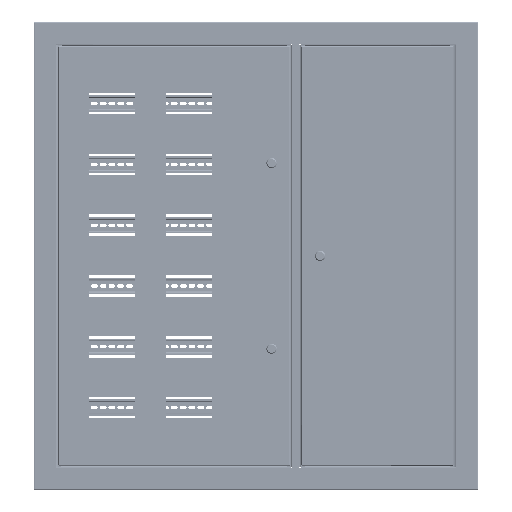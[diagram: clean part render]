
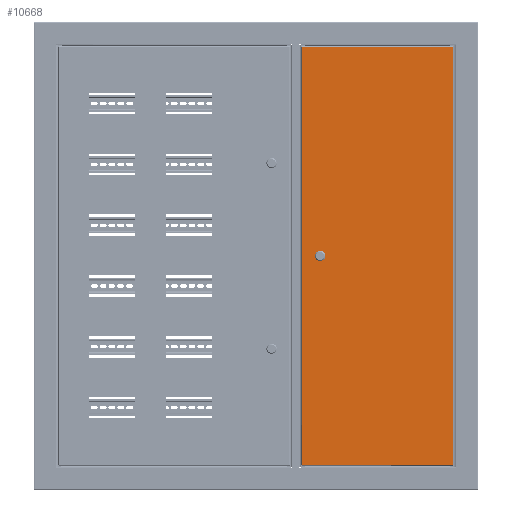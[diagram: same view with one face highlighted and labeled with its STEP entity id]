
A CAD part, top view. The second image highlights one B-rep face of the part: STEP entity #10668.
In plain terms, the highlighted planar face has unit normal (0, 0, 1).
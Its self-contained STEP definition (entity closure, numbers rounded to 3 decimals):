
#2167 = VERTEX_POINT ( 'NONE', #50814 ) ;
#2884 = EDGE_CURVE ( 'NONE', #84574, #38420, #18752, .T. ) ;
#3289 = ORIENTED_EDGE ( 'NONE', *, *, #93484, .T. ) ;
#3427 = ORIENTED_EDGE ( 'NONE', *, *, #60283, .T. ) ;
#3951 = ORIENTED_EDGE ( 'NONE', *, *, #57586, .F. ) ;
#6363 = EDGE_LOOP ( 'NONE', ( #10534, #50108, #56325, #66909, #3951 ) ) ;
#6889 = VERTEX_POINT ( 'NONE', #34358 ) ;
#7087 = CARTESIAN_POINT ( 'NONE',  ( 0., 325.7, 0. ) ) ;
#7172 = CARTESIAN_POINT ( 'NONE',  ( 894.7, 324., 0. ) ) ;
#7296 = CARTESIAN_POINT ( 'NONE',  ( 894.7, 0., 0. ) ) ;
#8093 = CARTESIAN_POINT ( 'NONE',  ( 1.7, 1.7, 0. ) ) ;
#10534 = ORIENTED_EDGE ( 'NONE', *, *, #85276, .F. ) ;
#10668 = ADVANCED_FACE ( 'NONE', ( #43242, #22317 ), #22807, .F. ) ;
#10721 = CIRCLE ( 'NONE', #74556, 9.25 ) ;
#11984 = DIRECTION ( 'NONE',  ( 0., 0., 1. ) ) ;
#12627 = EDGE_LOOP ( 'NONE', ( #75883, #3289, #3427, #18856 ) ) ;
#13002 = DIRECTION ( 'NONE',  ( 1., 0., 0. ) ) ;
#13147 = VECTOR ( 'NONE', #63057, 1000. ) ;
#14054 = CARTESIAN_POINT ( 'NONE',  ( 448.2, 40., 0. ) ) ;
#15373 = CARTESIAN_POINT ( 'NONE',  ( 1.7, 1.7, 0. ) ) ;
#18752 = LINE ( 'NONE', #47754, #43208 ) ;
#18856 = ORIENTED_EDGE ( 'NONE', *, *, #86630, .T. ) ;
#18961 = EDGE_CURVE ( 'NONE', #74130, #6889, #51559, .T. ) ;
#22066 = EDGE_CURVE ( 'NONE', #50241, #2167, #10721, .T. ) ;
#22317 = FACE_OUTER_BOUND ( 'NONE', #12627, .T. ) ;
#22807 = PLANE ( 'NONE',  #57751 ) ;
#24397 = CARTESIAN_POINT ( 'NONE',  ( 894.993, 324., 0. ) ) ;
#24713 = CARTESIAN_POINT ( 'NONE',  ( 448.2, 40., 0. ) ) ;
#24938 = CARTESIAN_POINT ( 'NONE',  ( 457.45, 40., 0. ) ) ;
#25669 = DIRECTION ( 'NONE',  ( 1., 0., 0. ) ) ;
#27009 = DIRECTION ( 'NONE',  ( 0., -1., 0. ) ) ;
#27984 = VERTEX_POINT ( 'NONE', #44290 ) ;
#27989 = CIRCLE ( 'NONE', #72116, 9.25 ) ;
#28538 = DIRECTION ( 'NONE',  ( -1., 0., 0. ) ) ;
#29624 = DIRECTION ( 'NONE',  ( -1., 0., 0. ) ) ;
#34358 = CARTESIAN_POINT ( 'NONE',  ( 894.7, 1.7, 0. ) ) ;
#34476 = LINE ( 'NONE', #35878, #13147 ) ;
#35878 = CARTESIAN_POINT ( 'NONE',  ( 451.849, 48.5, 0. ) ) ;
#36634 = VECTOR ( 'NONE', #42540, 1000. ) ;
#38420 = VERTEX_POINT ( 'NONE', #88166 ) ;
#38701 = VECTOR ( 'NONE', #50604, 1000. ) ;
#40459 = EDGE_CURVE ( 'NONE', #38420, #50241, #86744, .T. ) ;
#42540 = DIRECTION ( 'NONE',  ( 1., 0., 0. ) ) ;
#43208 = VECTOR ( 'NONE', #13002, 1000. ) ;
#43242 = FACE_BOUND ( 'NONE', #6363, .T. ) ;
#44138 = AXIS2_PLACEMENT_3D ( 'NONE', #24713, #61354, #25669 ) ;
#44290 = CARTESIAN_POINT ( 'NONE',  ( 1.7, 324., 0. ) ) ;
#44828 = LINE ( 'NONE', #24397, #73995 ) ;
#47754 = CARTESIAN_POINT ( 'NONE',  ( 451.849, 31.5, 0. ) ) ;
#49558 = DIRECTION ( 'NONE',  ( 1., 0., 0. ) ) ;
#50108 = ORIENTED_EDGE ( 'NONE', *, *, #22066, .F. ) ;
#50241 = VERTEX_POINT ( 'NONE', #24938 ) ;
#50604 = DIRECTION ( 'NONE',  ( 0., 1., 0. ) ) ;
#50814 = CARTESIAN_POINT ( 'NONE',  ( 451.849, 48.5, 0. ) ) ;
#51559 = LINE ( 'NONE', #15373, #36634 ) ;
#52489 = VERTEX_POINT ( 'NONE', #7172 ) ;
#54136 = CARTESIAN_POINT ( 'NONE',  ( 1.7, 324.293, 0. ) ) ;
#54556 = CARTESIAN_POINT ( 'NONE',  ( 444.551, 31.5, 0. ) ) ;
#56325 = ORIENTED_EDGE ( 'NONE', *, *, #40459, .F. ) ;
#56892 = DIRECTION ( 'NONE',  ( 1., 0., 0. ) ) ;
#57586 = EDGE_CURVE ( 'NONE', #70980, #84574, #27989, .T. ) ;
#57751 = AXIS2_PLACEMENT_3D ( 'NONE', #7087, #66596, #28538 ) ;
#60283 = EDGE_CURVE ( 'NONE', #52489, #27984, #44828, .T. ) ;
#61354 = DIRECTION ( 'NONE',  ( 0., 0., 1. ) ) ;
#63057 = DIRECTION ( 'NONE',  ( -1., 0., 0. ) ) ;
#66596 = DIRECTION ( 'NONE',  ( 0., 0., -1. ) ) ;
#66866 = LINE ( 'NONE', #54136, #72636 ) ;
#66909 = ORIENTED_EDGE ( 'NONE', *, *, #2884, .F. ) ;
#70980 = VERTEX_POINT ( 'NONE', #87823 ) ;
#72116 = AXIS2_PLACEMENT_3D ( 'NONE', #14054, #86467, #56892 ) ;
#72636 = VECTOR ( 'NONE', #27009, 1000. ) ;
#73995 = VECTOR ( 'NONE', #29624, 1000. ) ;
#74130 = VERTEX_POINT ( 'NONE', #8093 ) ;
#74556 = AXIS2_PLACEMENT_3D ( 'NONE', #85779, #11984, #49558 ) ;
#75883 = ORIENTED_EDGE ( 'NONE', *, *, #18961, .T. ) ;
#84574 = VERTEX_POINT ( 'NONE', #54556 ) ;
#85276 = EDGE_CURVE ( 'NONE', #2167, #70980, #34476, .T. ) ;
#85779 = CARTESIAN_POINT ( 'NONE',  ( 448.2, 40., 0. ) ) ;
#86467 = DIRECTION ( 'NONE',  ( 0., 0., 1. ) ) ;
#86630 = EDGE_CURVE ( 'NONE', #27984, #74130, #66866, .T. ) ;
#86744 = CIRCLE ( 'NONE', #44138, 9.25 ) ;
#87823 = CARTESIAN_POINT ( 'NONE',  ( 444.551, 48.5, 0. ) ) ;
#88166 = CARTESIAN_POINT ( 'NONE',  ( 451.849, 31.5, 0. ) ) ;
#93484 = EDGE_CURVE ( 'NONE', #6889, #52489, #94018, .T. ) ;
#94018 = LINE ( 'NONE', #7296, #38701 ) ;
